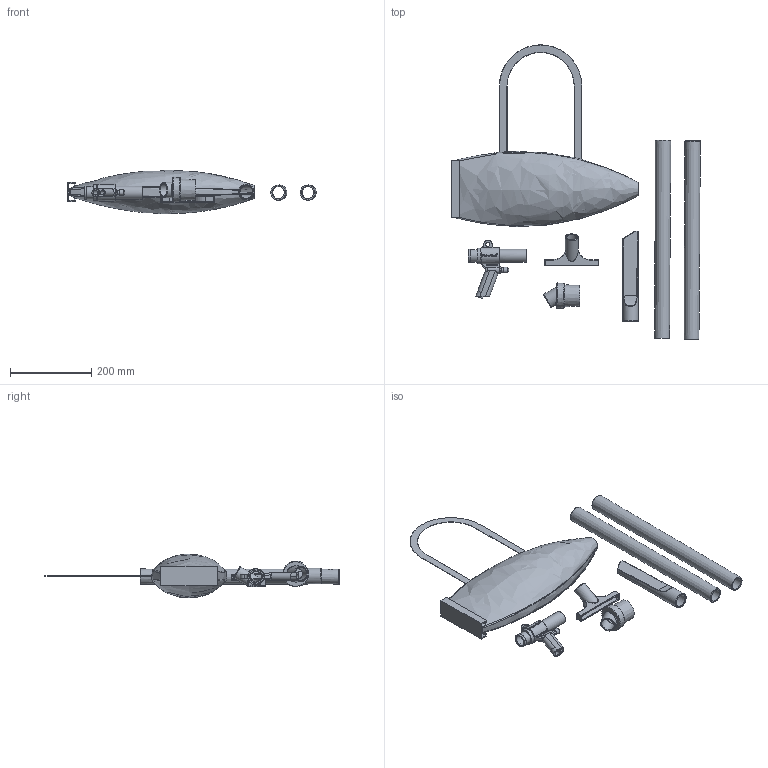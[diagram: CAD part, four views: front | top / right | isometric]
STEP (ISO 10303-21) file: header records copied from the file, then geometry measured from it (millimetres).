
FILE_DESCRIPTION((''),'2;1');
FILE_NAME('6192.stp','2010-06-17T14:29:17',('michael witt'),(''),'Autodesk Inventor 2010','Autodesk Inventor 2010','');
FILE_SCHEMA(('AUTOMOTIVE_DESIGN { 1 0 10303 214 1 1 1 1 }'));
Length unit declared in the file: inch
Products named in the file (7): 6192; 6092; 6565; 6566; 6568; 6585; 6584
Assembly tree (7 placements, depth 2):
  6192
    6092
    6565
    6566
    6568  x2
    6585
    6584
Bounding box: 613.07 x 725.79 x 107.41 mm (x, y, z)
Volume: 907083.9 mm3; surface area: 745819.7 mm2
Topology: 8 solids, 8 shells, 993 faces, 2678 edges, 1714 vertices
Faces by surface type: bspline 508, plane 305, cylinder 116, torus 28, sphere 22, cone 14
Full cylindrical faces by diameter (mm): 9.645 x1, 9.868 x1, 11.493 x1, 11.656 x1, 14.069 x1, 18.415 x1, 25.4 x1, 26.384 x1, 30.656 x1, 31.75 x3, 32.051 x1, 32.567 x1, 34.65 x1, 38.1 x2, 38.337 x1
Entity records: 89151 total; most frequent: CARTESIAN_POINT 67688, ORIENTED_EDGE 5150, DIRECTION 2779, EDGE_CURVE 2575, VERTEX_POINT 1694, EDGE_LOOP 1091, VECTOR 1081, LINE 1081
